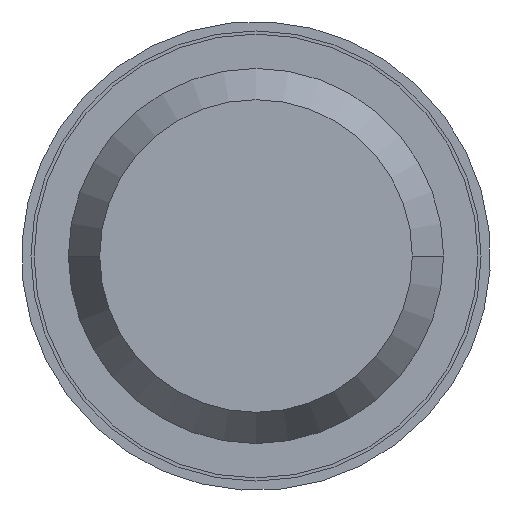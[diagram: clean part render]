
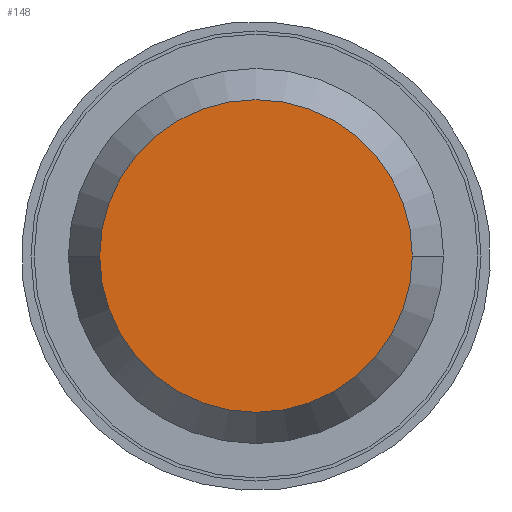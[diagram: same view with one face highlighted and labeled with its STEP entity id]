
A CAD part, front view. The second image highlights one B-rep face of the part: STEP entity #148.
In plain terms, the highlighted planar face has unit normal (0, -1, 0).
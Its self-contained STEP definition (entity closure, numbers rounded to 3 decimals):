
#13 = CIRCLE ( 'NONE', #91, 5. ) ;
#65 = DIRECTION ( 'NONE',  ( -1., 0., 0. ) ) ;
#75 = DIRECTION ( 'NONE',  ( -1., 0., 0. ) ) ;
#81 = AXIS2_PLACEMENT_3D ( 'NONE', #475, #518, #65 ) ;
#91 = AXIS2_PLACEMENT_3D ( 'NONE', #296, #488, #75 ) ;
#97 = DIRECTION ( 'NONE',  ( 0., 1., 0. ) ) ;
#99 = CIRCLE ( 'NONE', #81, 5. ) ;
#115 = ORIENTED_EDGE ( 'NONE', *, *, #126, .T. ) ;
#126 = EDGE_CURVE ( 'NONE', #371, #408, #99, .T. ) ;
#148 = ADVANCED_FACE ( 'NONE', ( #520 ), #199, .F. ) ;
#152 = CARTESIAN_POINT ( 'NONE',  ( 0., 0., 0. ) ) ;
#199 = PLANE ( 'NONE',  #429 ) ;
#281 = ORIENTED_EDGE ( 'NONE', *, *, #356, .T. ) ;
#282 = DIRECTION ( 'NONE',  ( -1., 0., 0. ) ) ;
#296 = CARTESIAN_POINT ( 'NONE',  ( 0., 0., 0. ) ) ;
#356 = EDGE_CURVE ( 'NONE', #408, #371, #13, .T. ) ;
#371 = VERTEX_POINT ( 'NONE', #404 ) ;
#404 = CARTESIAN_POINT ( 'NONE',  ( -5., 0., 0. ) ) ;
#408 = VERTEX_POINT ( 'NONE', #466 ) ;
#429 = AXIS2_PLACEMENT_3D ( 'NONE', #152, #97, #282 ) ;
#466 = CARTESIAN_POINT ( 'NONE',  ( 5., 0., 0. ) ) ;
#475 = CARTESIAN_POINT ( 'NONE',  ( 0., 0., 0. ) ) ;
#487 = EDGE_LOOP ( 'NONE', ( #115, #281 ) ) ;
#488 = DIRECTION ( 'NONE',  ( 0., -1., 0. ) ) ;
#518 = DIRECTION ( 'NONE',  ( 0., -1., 0. ) ) ;
#520 = FACE_OUTER_BOUND ( 'NONE', #487, .T. ) ;
